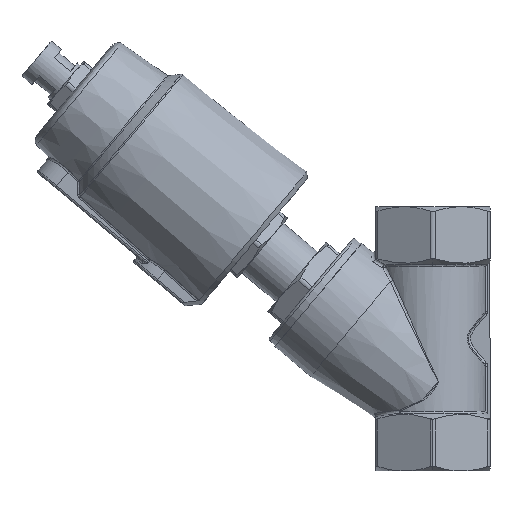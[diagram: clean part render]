
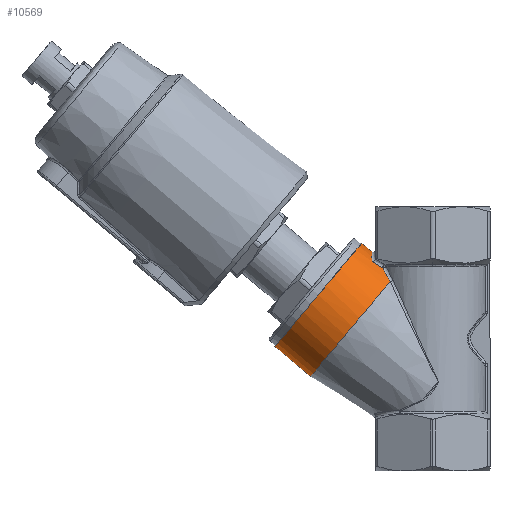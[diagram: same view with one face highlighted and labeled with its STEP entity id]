
A CAD part, left-side view. The second image highlights one B-rep face of the part: STEP entity #10569.
In plain terms, the highlighted cylindrical face has radius 29.5 mm (diameter 59 mm), a partial arc.
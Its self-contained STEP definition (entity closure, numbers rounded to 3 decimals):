
#192 = CARTESIAN_POINT ( 'NONE',  ( -11.838, 21.986, 30.971 ) ) ;
#832 = DIRECTION ( 'NONE',  ( 0., -0.766, -0.643 ) ) ;
#1275 = LINE ( 'NONE', #32763, #31284 ) ;
#1367 = CARTESIAN_POINT ( 'NONE',  ( -16.266, 18.653, 25.028 ) ) ;
#1776 = DIRECTION ( 'NONE',  ( 0., -0.643, 0.766 ) ) ;
#3397 = CARTESIAN_POINT ( 'NONE',  ( -13.489, 26.572, 33.794 ) ) ;
#3959 = EDGE_CURVE ( 'NONE', #33493, #33109, #33176, .T. ) ;
#4570 = CARTESIAN_POINT ( 'NONE',  ( -16.232, 18.634, 25.041 ) ) ;
#4695 = ORIENTED_EDGE ( 'NONE', *, *, #6501, .T. ) ;
#5517 = EDGE_CURVE ( 'NONE', #15791, #29333, #8142, .T. ) ;
#5973 = ORIENTED_EDGE ( 'NONE', *, *, #28806, .T. ) ;
#6501 = EDGE_CURVE ( 'NONE', #14126, #19148, #17241, .T. ) ;
#6788 = EDGE_CURVE ( 'NONE', #16620, #29333, #29079, .T. ) ;
#6855 = AXIS2_PLACEMENT_3D ( 'NONE', #26857, #832, #12514 ) ;
#7485 = CARTESIAN_POINT ( 'NONE',  ( -16.216, 18.622, 25.045 ) ) ;
#8142 = LINE ( 'NONE', #36653, #23581 ) ;
#8185 = EDGE_LOOP ( 'NONE', ( #19309, #34111, #5973, #12039, #16887, #4695, #34926, #23785 ) ) ;
#8323 = CARTESIAN_POINT ( 'NONE',  ( -14.92, 19.804, 27.106 ) ) ;
#8758 = FACE_OUTER_BOUND ( 'NONE', #8185, .T. ) ;
#9138 = CARTESIAN_POINT ( 'NONE',  ( 0., 50.023, 19.224 ) ) ;
#9424 = CARTESIAN_POINT ( 'NONE',  ( -9.297, 26.619, 36.648 ) ) ;
#9554 = CARTESIAN_POINT ( 'NONE',  ( -4.714, 26.643, 38.115 ) ) ;
#9617 = DIRECTION ( 'NONE',  ( 0., -0.766, -0.643 ) ) ;
#10093 = CARTESIAN_POINT ( 'NONE',  ( 0., 26.643, 38.115 ) ) ;
#10569 = ADVANCED_FACE ( 'NONE', ( #8758 ), #36073, .T. ) ;
#10635 = CARTESIAN_POINT ( 'NONE',  ( 0., 31.06, 41.822 ) ) ;
#11410 = CIRCLE ( 'NONE', #30122, 29.5 ) ;
#11734 = CARTESIAN_POINT ( 'NONE',  ( -15.587, 19.219, 26.086 ) ) ;
#12039 = ORIENTED_EDGE ( 'NONE', *, *, #3959, .T. ) ;
#12046 = DIRECTION ( 'NONE',  ( 0., -0.643, 0.766 ) ) ;
#12448 = CARTESIAN_POINT ( 'NONE',  ( -13.489, 26.572, 33.794 ) ) ;
#12514 = DIRECTION ( 'NONE',  ( 0., 0.643, -0.766 ) ) ;
#14126 = VERTEX_POINT ( 'NONE', #36045 ) ;
#14673 = CARTESIAN_POINT ( 'NONE',  ( -16.209, 18.614, 25.045 ) ) ;
#14971 = CARTESIAN_POINT ( 'NONE',  ( -11.838, 21.986, 30.971 ) ) ;
#15376 = CARTESIAN_POINT ( 'NONE',  ( 0., 26.643, 38.115 ) ) ;
#15791 = VERTEX_POINT ( 'NONE', #10635 ) ;
#16620 = VERTEX_POINT ( 'NONE', #26914 ) ;
#16887 = ORIENTED_EDGE ( 'NONE', *, *, #24245, .T. ) ;
#17241 = B_SPLINE_CURVE_WITH_KNOTS ( 'NONE', 3,
 ( #14673, #11734, #8323, #35049, #17580, #192 ),
 .UNSPECIFIED., .F., .F.,
 ( 4, 2, 4 ),
 ( 0., 0.004, 0.008 ),
 .UNSPECIFIED. ) ;
#17580 = CARTESIAN_POINT ( 'NONE',  ( -12.694, 21.471, 30.05 ) ) ;
#19140 = DIRECTION ( 'NONE',  ( 0., 0.766, 0.643 ) ) ;
#19148 = VERTEX_POINT ( 'NONE', #30732 ) ;
#19309 = ORIENTED_EDGE ( 'NONE', *, *, #5517, .F. ) ;
#20787 = CARTESIAN_POINT ( 'NONE',  ( -12.966, 25.033, 32.854 ) ) ;
#21839 = CARTESIAN_POINT ( 'NONE',  ( -16.266, 18.653, 25.028 ) ) ;
#21963 = CARTESIAN_POINT ( 'NONE',  ( -16.243, 18.642, 25.039 ) ) ;
#22503 = EDGE_CURVE ( 'NONE', #23539, #15791, #11410, .T. ) ;
#22584 = EDGE_CURVE ( 'NONE', #19148, #16620, #24614, .T. ) ;
#23539 = VERTEX_POINT ( 'NONE', #29049 ) ;
#23581 = VECTOR ( 'NONE', #29974, 1000. ) ;
#23664 = CARTESIAN_POINT ( 'NONE',  ( 0., 53.434, -16.423 ) ) ;
#23785 = ORIENTED_EDGE ( 'NONE', *, *, #6788, .T. ) ;
#24245 = EDGE_CURVE ( 'NONE', #33109, #14126, #32589, .T. ) ;
#24614 = B_SPLINE_CURVE_WITH_KNOTS ( 'NONE', 3,
 ( #14971, #32397, #20787, #3397 ),
 .UNSPECIFIED., .F., .F.,
 ( 4, 4 ),
 ( 0.002, 0.007 ),
 .UNSPECIFIED. ) ;
#24892 = CARTESIAN_POINT ( 'NONE',  ( -16.224, 18.628, 25.044 ) ) ;
#26857 = CARTESIAN_POINT ( 'NONE',  ( 0., 50.023, 19.224 ) ) ;
#26914 = CARTESIAN_POINT ( 'NONE',  ( -13.489, 26.572, 33.794 ) ) ;
#27820 = CARTESIAN_POINT ( 'NONE',  ( -16.209, 18.614, 25.045 ) ) ;
#28806 = EDGE_CURVE ( 'NONE', #23539, #33493, #1275, .T. ) ;
#29049 = CARTESIAN_POINT ( 'NONE',  ( 0., 68.985, -3.374 ) ) ;
#29079 =( BOUNDED_CURVE ( )  B_SPLINE_CURVE ( 3, ( #12448, #9424, #9554, #15376 ),
 .UNSPECIFIED., .F., .F. ) 
 B_SPLINE_CURVE_WITH_KNOTS ( ( 4, 4 ),
 ( 2.667, 3.142 ),
 .UNSPECIFIED. ) 
 CURVE ( )  GEOMETRIC_REPRESENTATION_ITEM ( )  RATIONAL_B_SPLINE_CURVE ( ( 1., 0.981, 0.981, 1. ) ) 
 REPRESENTATION_ITEM ( '' )  );
#29333 = VERTEX_POINT ( 'NONE', #10093 ) ;
#29454 = DIRECTION ( 'NONE',  ( 0., 0.766, 0.643 ) ) ;
#29974 = DIRECTION ( 'NONE',  ( 0., -0.766, -0.643 ) ) ;
#30051 = AXIS2_PLACEMENT_3D ( 'NONE', #36646, #19140, #1776 ) ;
#30122 = AXIS2_PLACEMENT_3D ( 'NONE', #9138, #29454, #12046 ) ;
#30732 = CARTESIAN_POINT ( 'NONE',  ( -11.838, 21.986, 30.971 ) ) ;
#31284 = VECTOR ( 'NONE', #9617, 1000. ) ;
#32397 = CARTESIAN_POINT ( 'NONE',  ( -12.418, 23.503, 31.913 ) ) ;
#32589 = B_SPLINE_CURVE_WITH_KNOTS ( 'NONE', 3,
 ( #21839, #36537, #21963, #4570, #24892, #7485, #27820 ),
 .UNSPECIFIED., .F., .F.,
 ( 4, 3, 4 ),
 ( 0., 0., 0. ),
 .UNSPECIFIED. ) ;
#32763 = CARTESIAN_POINT ( 'NONE',  ( 0., 68.985, -3.374 ) ) ;
#33109 = VERTEX_POINT ( 'NONE', #1367 ) ;
#33176 = CIRCLE ( 'NONE', #30051, 29.5 ) ;
#33493 = VERTEX_POINT ( 'NONE', #23664 ) ;
#34111 = ORIENTED_EDGE ( 'NONE', *, *, #22503, .F. ) ;
#34926 = ORIENTED_EDGE ( 'NONE', *, *, #22584, .T. ) ;
#35049 = CARTESIAN_POINT ( 'NONE',  ( -13.473, 20.93, 29.088 ) ) ;
#36045 = CARTESIAN_POINT ( 'NONE',  ( -16.209, 18.614, 25.045 ) ) ;
#36073 = CYLINDRICAL_SURFACE ( 'NONE', #6855, 29.5 ) ;
#36537 = CARTESIAN_POINT ( 'NONE',  ( -16.255, 18.648, 25.034 ) ) ;
#36646 = CARTESIAN_POINT ( 'NONE',  ( 0., 34.472, 6.175 ) ) ;
#36653 = CARTESIAN_POINT ( 'NONE',  ( 0., 31.06, 41.822 ) ) ;
